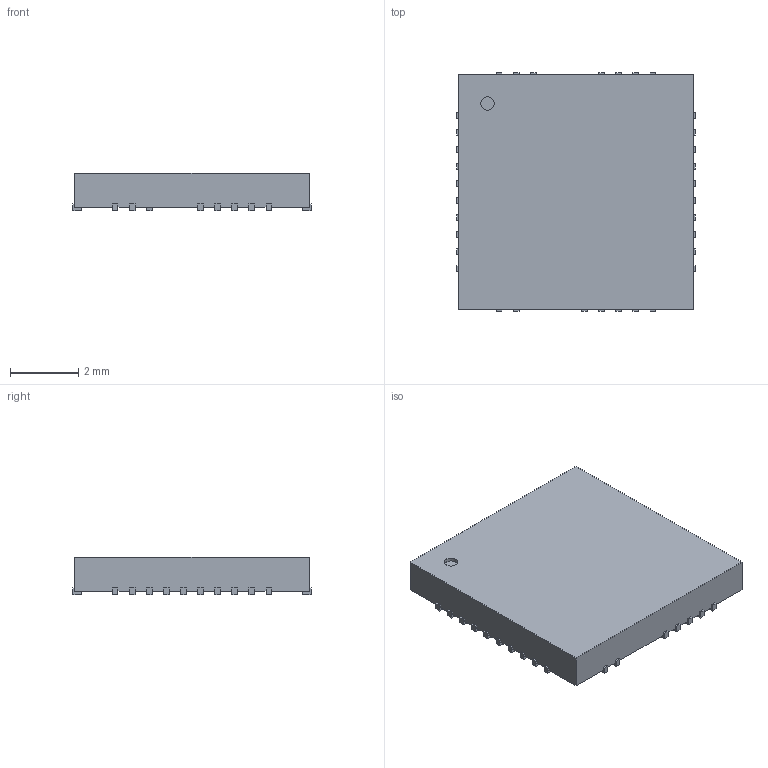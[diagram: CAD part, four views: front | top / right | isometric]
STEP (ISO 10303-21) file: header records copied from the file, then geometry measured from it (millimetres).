
FILE_DESCRIPTION(/* description */ ('model of Infineon_MLPQ-40-32-1EP_7x7mm_P0.5mm'),/* implementation_level */ '2;1');
FILE_NAME(/* name */ 'Infineon_MLPQ-40-32-1EP_7x7mm_P0.5mm.step',/* time_stamp */ '2018-11-02T18:01:12',/* author */ ('kicad StepUp','ksu'),/* organization */ ('FreeCAD'),/* preprocessor_version */ 'OCC',/* originating_system */ 'kicad StepUp',/* authorisation */ '');
FILE_SCHEMA(('AUTOMOTIVE_DESIGN { 1 0 10303 214 1 1 1 1 }'));
Length unit declared in the file: millimetre
Products named in the file (1): Infineon_MLPQ_40_32_1EP_7x7mm_P05mm
Bounding box: 7 x 7 x 1.1 mm (x, y, z)
Volume: 47.8 mm3; surface area: 126.5 mm2
Topology: 1 solids, 1 shells, 212 faces, 627 edges, 418 vertices
Faces by surface type: plane 211, cylinder 1
Full cylindrical faces by diameter (mm): 0.4 x1
Entity records: 4807 total; most frequent: ORIENTED_EDGE 1078, CARTESIAN_POINT 733, EDGE_CURVE 627, LINE 591, VERTEX_POINT 418, AXIS2_PLACEMENT_3D 214, FACE_BOUND 213, EDGE_LOOP 213
